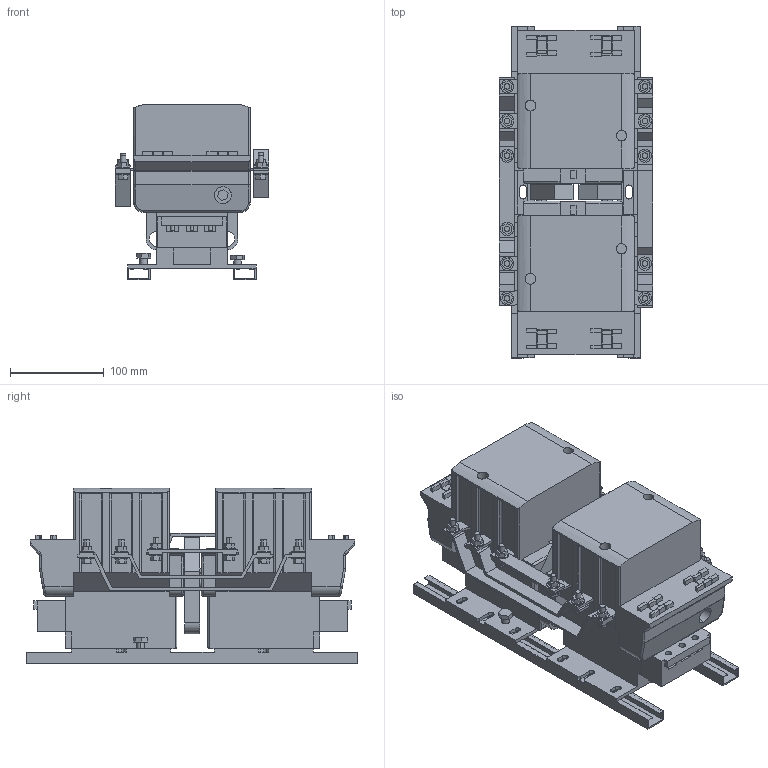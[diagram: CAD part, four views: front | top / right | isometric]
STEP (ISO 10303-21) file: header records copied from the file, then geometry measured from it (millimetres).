
FILE_DESCRIPTION (( 'STEP AP203' ), '1' );
FILE_NAME ('ﾊﾒﾝ rew-115ﾀ, (150ﾀ, 185ﾀ, 225ﾀ, 265ﾀ, 330ﾀ.).STEP', '2018-03-20T07:26:11', ( '' ), ( '' ), 'SwSTEP 2.0', 'SolidWorks 2017', '' );
FILE_SCHEMA (( 'CONFIG_CONTROL_DESIGN' ));
Length unit declared in the file: millimetre
Products named in the file (1): ﾊﾒﾝ rew-115ﾀ, (150ﾀ, 185ﾀ, 225ﾀ, 265ﾀ, 330ﾀ.)
Bounding box: 163.2 x 354 x 187 mm (x, y, z)
Volume: 4729517.4 mm3; surface area: 450345.3 mm2
Topology: 11 solids, 23 shells, 1251 faces, 3229 edges, 2087 vertices
Faces by surface type: plane 943, cylinder 286, torus 14, bspline 4, sphere 4
Entity records: 38100 total; most frequent: CARTESIAN_POINT 7036, ORIENTED_EDGE 6450, DIRECTION 6269, EDGE_CURVE 3225, VECTOR 2589, LINE 2589, VERTEX_POINT 2087, AXIS2_PLACEMENT_3D 1840
